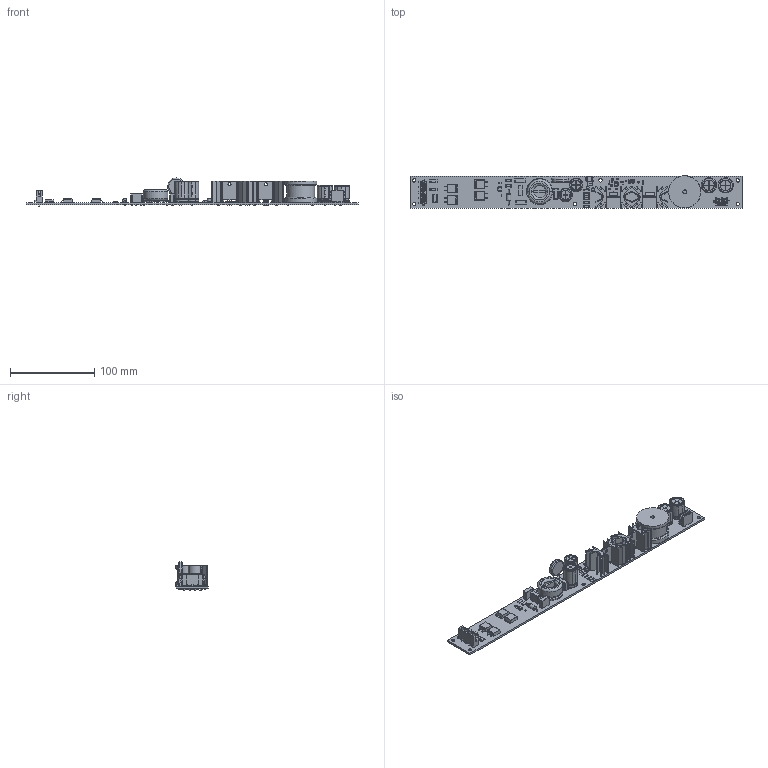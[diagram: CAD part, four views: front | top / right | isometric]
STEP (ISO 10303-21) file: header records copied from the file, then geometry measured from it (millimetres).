
FILE_DESCRIPTION(('for SolidWorks'),'2;1');
FILE_NAME('Storm.step','2019-05-28T11:12:32',('nlavoie'),(''), 'Open CASCADE STEP processor 6.6','DipTrace','Unknown');
FILE_SCHEMA(('AUTOMOTIVE_DESIGN { 1 0 10303 214 1 1 1 1 }'));
Length unit declared in the file: millimetre
Products named in the file (28): PCB_Storm; Board_Storm; CapRad16x25; cap_4x5.4; cap_0603; 23305; CapRad18x20; sod-123f; to-220v; Bel_SMM; 73023; soic-16_150mil; soic-8_150mil; sot23-5; 44013; 44012; MLX022284033; 56144; 56147; d2pak; dpak; TO-220offset; sot23; res_2512; res_0603; 16039; 44108; 31029
Assembly tree (65 placements, depth 2):
  PCB_Storm
    Board_Storm
    CapRad16x25  x2
    cap_4x5.4
    cap_0603  x7
    23305  x4
    CapRad18x20  x2
    sod-123f  x2
    to-220v
    Bel_SMM  x2
    73023  x2
    soic-16_150mil
    soic-8_150mil  x2
    sot23-5
    44013
    44012
    MLX022284033
    56144
    56147
    d2pak  x4
    dpak
    TO-220offset
    sot23
    res_2512  x8
    res_0603  x14
    16039
    44108
    31029
Bounding box: 393.7 x 38.48 x 33.27 mm (x, y, z)
Volume: 37551.7 mm3; surface area: 87670 mm2
Topology: 39 solids, 332 shells, 4303 faces, 11454 edges, 7502 vertices
Faces by surface type: plane 1980, bspline 1522, cylinder 527, sphere 112, torus 87, revolution 70, cone 5
Full cylindrical faces by diameter (mm): 0.4 x2, 0.5 x1, 3.6 x2, 3.962 x6, 4 x2
Entity records: 95210 total; most frequent: CARTESIAN_POINT 34041, ORIENTED_EDGE 11333, DIRECTION 6522, EDGE_CURVE 6037, VERTEX_POINT 4094, LINE 2632, VECTOR 2632, FACE_BOUND 2353
